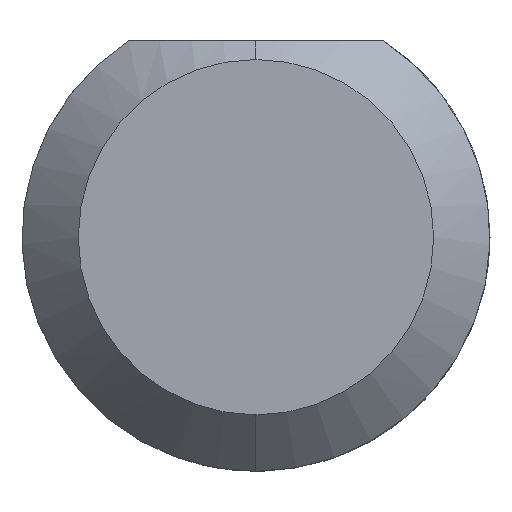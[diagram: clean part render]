
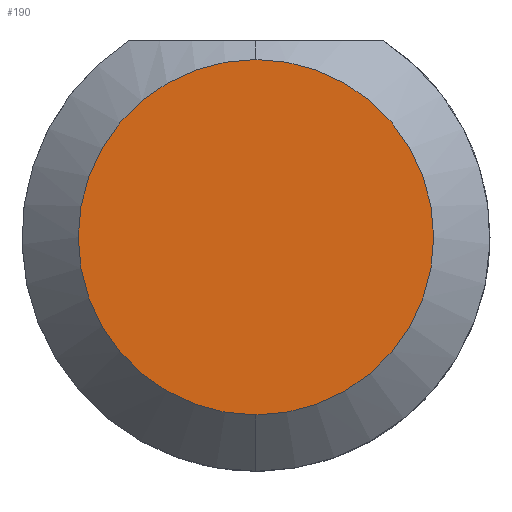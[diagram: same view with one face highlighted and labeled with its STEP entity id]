
A CAD part, left-side view. The second image highlights one B-rep face of the part: STEP entity #190.
In plain terms, the highlighted planar face has unit normal (-1, 0, 0).
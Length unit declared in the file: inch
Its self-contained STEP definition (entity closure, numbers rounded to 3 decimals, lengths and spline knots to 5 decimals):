
#8 = AXIS2_PLACEMENT_3D ( 'NONE', #373, #783, #436 ) ;
#15 = EDGE_CURVE ( 'NONE', #18, #74, #47, .T. ) ;
#18 = VERTEX_POINT ( 'NONE', #669 ) ;
#44 = CARTESIAN_POINT ( 'NONE',  ( 0., 0., 0. ) ) ;
#47 = CIRCLE ( 'NONE', #781, 0.04735 ) ;
#58 = DIRECTION ( 'NONE',  ( -1., 0., 0. ) ) ;
#74 = VERTEX_POINT ( 'NONE', #771 ) ;
#113 = PLANE ( 'NONE',  #736 ) ;
#155 = ORIENTED_EDGE ( 'NONE', *, *, #15, .T. ) ;
#190 = ADVANCED_FACE ( 'NONE', ( #201 ), #113, .F. ) ;
#201 = FACE_OUTER_BOUND ( 'NONE', #652, .T. ) ;
#340 = CIRCLE ( 'NONE', #8, 0.04735 ) ;
#373 = CARTESIAN_POINT ( 'NONE',  ( 0., 0., 0. ) ) ;
#426 = CARTESIAN_POINT ( 'NONE',  ( 0., 0., 0. ) ) ;
#436 = DIRECTION ( 'NONE',  ( 0., 0., 1. ) ) ;
#488 = DIRECTION ( 'NONE',  ( 0., 0., 1. ) ) ;
#512 = EDGE_CURVE ( 'NONE', #74, #18, #340, .T. ) ;
#544 = DIRECTION ( 'NONE',  ( 0., 0., -1. ) ) ;
#549 = ORIENTED_EDGE ( 'NONE', *, *, #512, .T. ) ;
#652 = EDGE_LOOP ( 'NONE', ( #549, #155 ) ) ;
#669 = CARTESIAN_POINT ( 'NONE',  ( 0., 0., 0.04735 ) ) ;
#736 = AXIS2_PLACEMENT_3D ( 'NONE', #44, #772, #544 ) ;
#771 = CARTESIAN_POINT ( 'NONE',  ( 0., 0., -0.04735 ) ) ;
#772 = DIRECTION ( 'NONE',  ( 1., 0., 0. ) ) ;
#781 = AXIS2_PLACEMENT_3D ( 'NONE', #426, #58, #488 ) ;
#783 = DIRECTION ( 'NONE',  ( -1., 0., 0. ) ) ;
